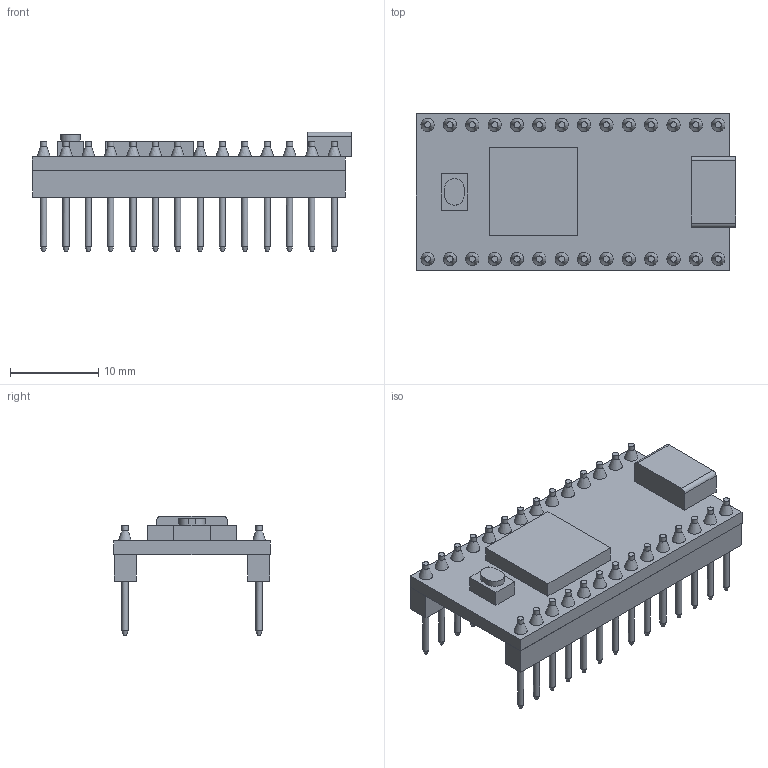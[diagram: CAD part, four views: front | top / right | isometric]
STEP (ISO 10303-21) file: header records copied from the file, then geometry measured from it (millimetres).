
FILE_DESCRIPTION(/* description */ (''),/* implementation_level */ '2;1');
FILE_NAME(/* name */ 'STEDA55',/* time_stamp */ '2021-12-23T18:17:37-05:00',/* author */ (''),/* organization */ (''),/* preprocessor_version */ 'ST-DEVELOPER v16.5',/* originating_system */ '',/* authorisation */ '');
FILE_SCHEMA (('AUTOMOTIVE_DESIGN_CC2'));
Length unit declared in the file: millimetre
Products named in the file (1): Document
Bounding box: 36.26 x 17.78 x 13.55 mm (x, y, z)
Volume: 1876 mm3; surface area: 2686.8 mm2
Topology: 1 solids, 1 shells, 217 faces, 412 edges, 260 vertices
Faces by surface type: plane 101, cylinder 60, bspline 56
Full cylindrical faces by diameter (mm): 0.7 x56
Entity records: 6533 total; most frequent: CARTESIAN_POINT 3433, ORIENTED_EDGE 824, EDGE_CURVE 412, EDGE_LOOP 280, VERTEX_POINT 260, B_SPLINE_CURVE_WITH_KNOTS 222, ADVANCED_FACE 217, FACE_OUTER_BOUND 217
